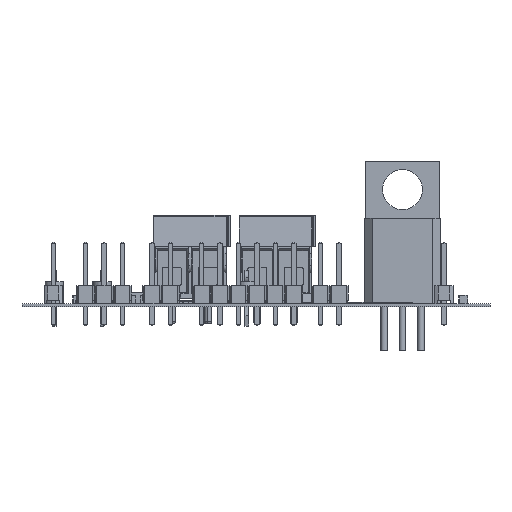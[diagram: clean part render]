
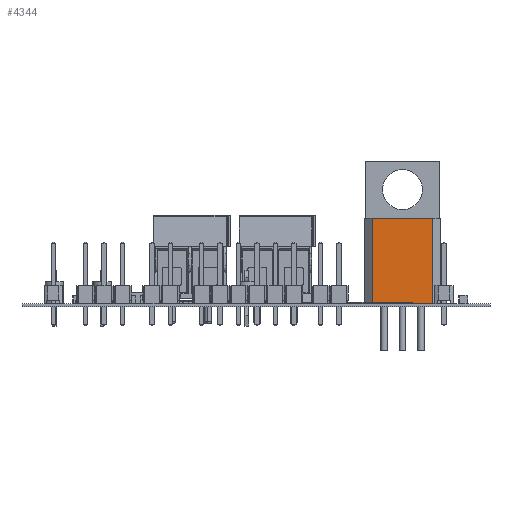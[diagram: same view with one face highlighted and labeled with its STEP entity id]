
A CAD part, front view. The second image highlights one B-rep face of the part: STEP entity #4344.
In plain terms, the highlighted planar face has unit normal (0, -1, 0).
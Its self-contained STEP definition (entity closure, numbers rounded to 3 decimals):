
#4293 = VERTEX_POINT('',#4294);
#4294 = CARTESIAN_POINT('',(6.726,-1.867,0.));
#4302 = EDGE_CURVE('',#4303,#4293,#4305,.T.);
#4303 = VERTEX_POINT('',#4304);
#4304 = CARTESIAN_POINT('',(-1.646,-1.867,0.));
#4305 = LINE('',#4306,#4307);
#4306 = CARTESIAN_POINT('',(-1.646,-1.867,0.));
#4307 = VECTOR('',#4308,1.);
#4308 = DIRECTION('',(1.,0.,0.));
#4344 = ADVANCED_FACE('',(#4345),#4370,.T.);
#4345 = FACE_BOUND('',#4346,.T.);
#4346 = EDGE_LOOP('',(#4347,#4348,#4356,#4364));
#4347 = ORIENTED_EDGE('',*,*,#4302,.T.);
#4348 = ORIENTED_EDGE('',*,*,#4349,.F.);
#4349 = EDGE_CURVE('',#4350,#4293,#4352,.T.);
#4350 = VERTEX_POINT('',#4351);
#4351 = CARTESIAN_POINT('',(6.726,-1.867,11.826));
#4352 = LINE('',#4353,#4354);
#4353 = CARTESIAN_POINT('',(6.726,-1.867,11.826));
#4354 = VECTOR('',#4355,1.);
#4355 = DIRECTION('',(0.,0.,-1.));
#4356 = ORIENTED_EDGE('',*,*,#4357,.F.);
#4357 = EDGE_CURVE('',#4358,#4350,#4360,.T.);
#4358 = VERTEX_POINT('',#4359);
#4359 = CARTESIAN_POINT('',(-1.646,-1.867,11.826));
#4360 = LINE('',#4361,#4362);
#4361 = CARTESIAN_POINT('',(-1.646,-1.867,11.826));
#4362 = VECTOR('',#4363,1.);
#4363 = DIRECTION('',(1.,0.,0.));
#4364 = ORIENTED_EDGE('',*,*,#4365,.F.);
#4365 = EDGE_CURVE('',#4303,#4358,#4366,.T.);
#4366 = LINE('',#4367,#4368);
#4367 = CARTESIAN_POINT('',(-1.646,-1.867,0.));
#4368 = VECTOR('',#4369,1.);
#4369 = DIRECTION('',(0.,0.,1.));
#4370 = PLANE('',#4371);
#4371 = AXIS2_PLACEMENT_3D('',#4372,#4373,#4374);
#4372 = CARTESIAN_POINT('',(-1.646,-1.867,0.));
#4373 = DIRECTION('',(0.,-1.,0.));
#4374 = DIRECTION('',(0.,0.,1.));
